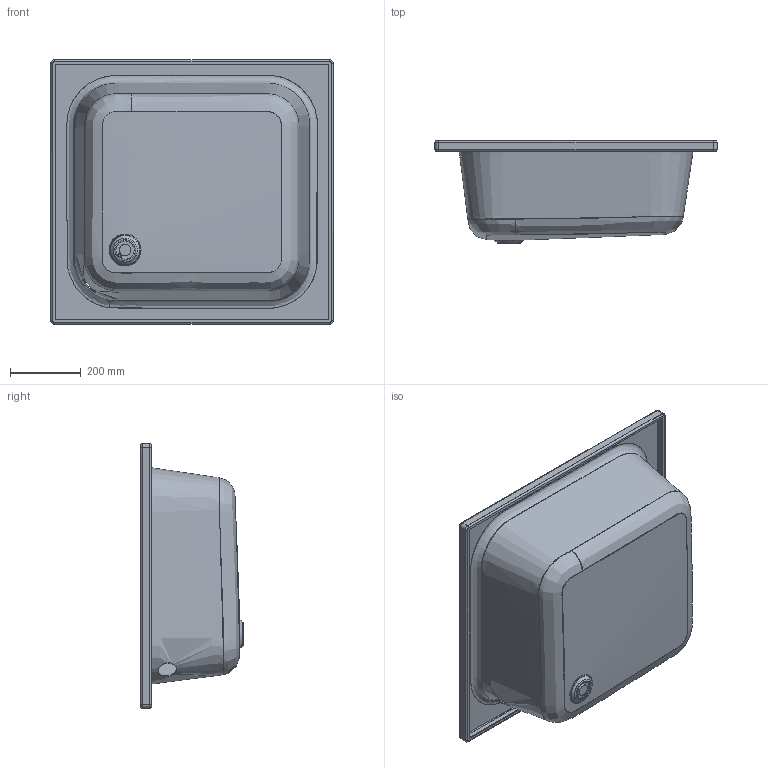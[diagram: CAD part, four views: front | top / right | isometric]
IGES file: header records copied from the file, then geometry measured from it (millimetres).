
Start section: Write IGES format                                    datakit 2008 (c)
Global section: file name: Unknown; native system: DATAKIT Converter; preprocessor: Unknown; author: Unknown; organization: Unknown; date: 950613.180003; units: millimetre
Bounding box: 799 x 290.47 x 749 mm (x, y, z)
Surface area: 2320693.6 mm2 (no closed solid volume)
Topology: 0 solids, 0 shells, 69 faces, 358 edges, 352 vertices
Faces by surface type: revolution 41, bspline 26, extrusion 1, offset 1
